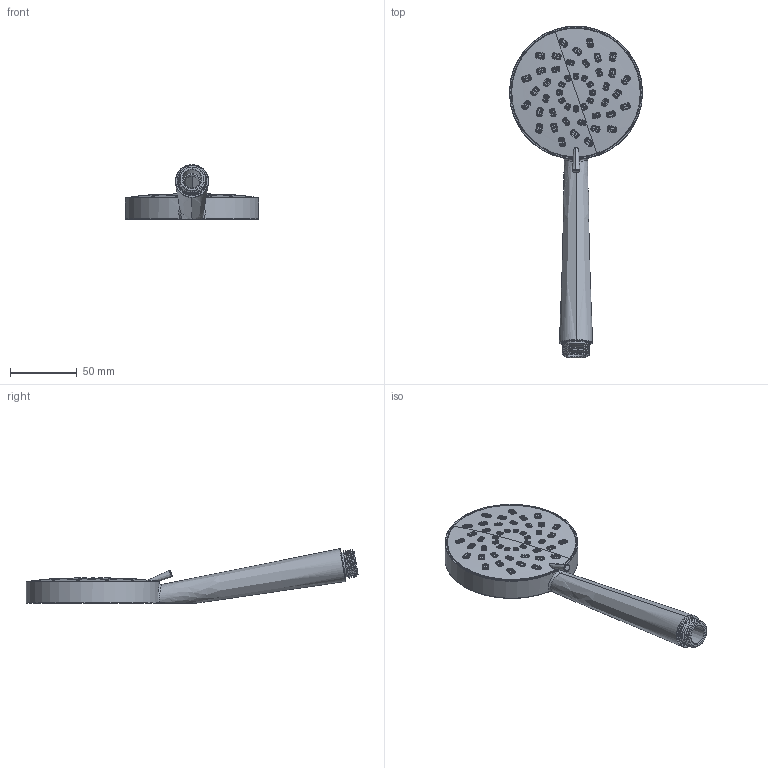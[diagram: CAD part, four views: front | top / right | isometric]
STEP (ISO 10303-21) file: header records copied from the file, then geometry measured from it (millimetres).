
FILE_DESCRIPTION((''),'2;1');
FILE_NAME('ZDOC118CR_ASM','2021-11-15T08:38:59',('ut3'),('PAFFONI SpA'),'CREO PARAMETRIC BY PTC INC, 2020044','CREO PARAMETRIC BY PTC INC, 2020044','');
FILE_SCHEMA(('CONFIG_CONTROL_DESIGN','SHAPE_APPEARANCE_LAYERS_GROUPS'));
Length unit declared in the file: millimetre
Products named in the file (6): 4072038CR_A; 4072038CR_B; 4072038CR_D; 4072038CR_C; 4072038CR_ASM; ZDOC118CR_ASM
Assembly tree (5 placements, depth 3):
  ZDOC118CR_ASM
    4072038CR_ASM
      4072038CR_A
      4072038CR_B
      4072038CR_D
      4072038CR_C
Bounding box: 100 x 249.35 x 40.96 mm (x, y, z)
Volume: 18199.7 mm3; surface area: 80942.9 mm2
Topology: 1 solids, 5 shells, 4290 faces, 10447 edges, 6278 vertices
Faces by surface type: bspline 2159, cylinder 1090, plane 415, cone 263, sphere 130, extrusion 120, torus 113
Entity records: 284335 total; most frequent: CARTESIAN_POINT 147056, ORIENTED_EDGE 20808, PRESENTATION_STYLE_ASSIGNMENT 13406, STYLED_ITEM 13406, DIRECTION 12614, CURVE_STYLE 10427, EDGE_CURVE 10419, VERTEX_POINT 6278
